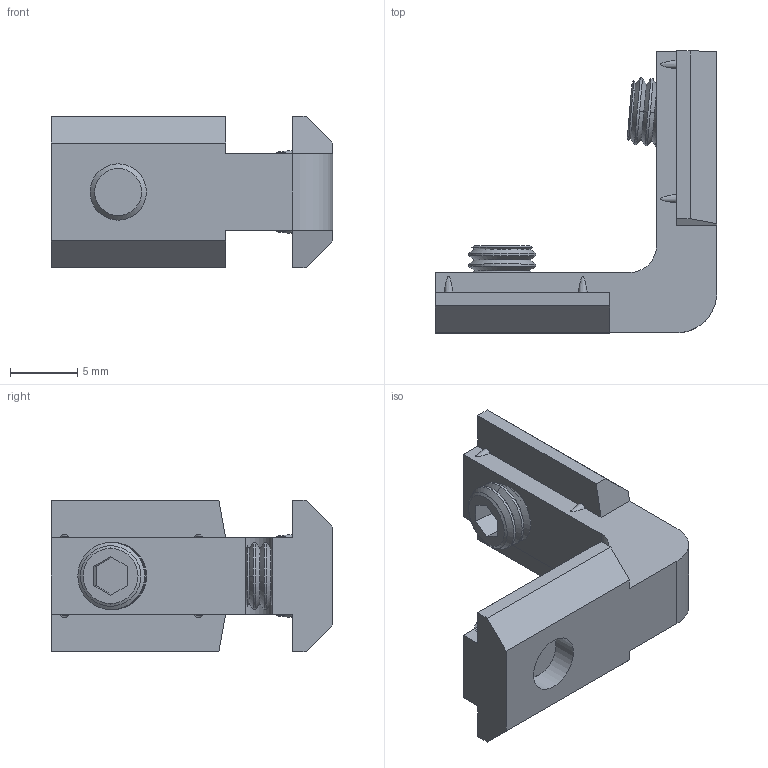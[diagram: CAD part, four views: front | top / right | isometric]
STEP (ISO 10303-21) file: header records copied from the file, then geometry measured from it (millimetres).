
FILE_DESCRIPTION (( 'STEP AP214' ), '1' );
FILE_NAME ('099I90R06M.STEP', '2015-05-18T12:42:23', ( 'Admin' ), ( 'Hewlett-Packard Company' ), 'SwSTEP 2.0', 'SolidWorks 2014', '' );
FILE_SCHEMA (( 'AUTOMOTIVE_DESIGN' ));
Length unit declared in the file: millimetre
Products named in the file (1): 099I90R06M
Bounding box: 21 x 21 x 11.3 mm (x, y, z)
Volume: 1294.8 mm3; surface area: 1457.1 mm2
Topology: 3 solids, 3 shells, 115 faces, 283 edges, 176 vertices
Faces by surface type: cone 51, plane 50, cylinder 14
Full cylindrical faces by diameter (mm): 4.2 x1, 4.5 x1, 5 x10
Entity records: 4535 total; most frequent: CARTESIAN_POINT 688, DIRECTION 540, ORIENTED_EDGE 472, EDGE_CURVE 236, AXIS2_PLACEMENT_3D 198, VERTEX_POINT 160, EDGE_LOOP 152, LINE 144
